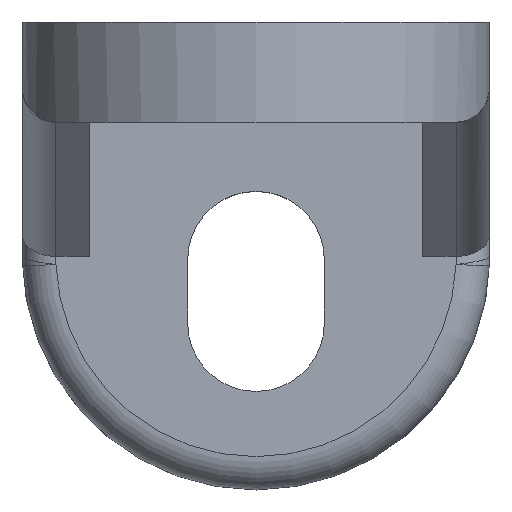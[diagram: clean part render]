
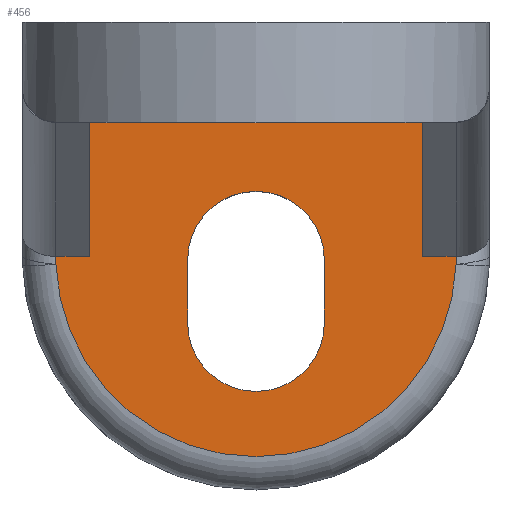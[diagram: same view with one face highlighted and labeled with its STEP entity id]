
A CAD part, top view. The second image highlights one B-rep face of the part: STEP entity #456.
In plain terms, the highlighted planar face has unit normal (0, 0, 1).
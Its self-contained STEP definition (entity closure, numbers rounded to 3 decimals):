
#11 = DIRECTION ( 'NONE',  ( 0., -1., 0. ) ) ;
#17 = VECTOR ( 'NONE', #987, 1000. ) ;
#49 = EDGE_CURVE ( 'NONE', #512, #757, #1159, .T. ) ;
#80 = CARTESIAN_POINT ( 'NONE',  ( -12., -14., 6. ) ) ;
#83 = DIRECTION ( 'NONE',  ( 0., 0., 1. ) ) ;
#91 = DIRECTION ( 'NONE',  ( 0., 1., 0. ) ) ;
#107 = CARTESIAN_POINT ( 'NONE',  ( 12., -14.49, 6. ) ) ;
#123 = CARTESIAN_POINT ( 'NONE',  ( 10., -6., 6. ) ) ;
#145 = LINE ( 'NONE', #290, #1253 ) ;
#165 = CARTESIAN_POINT ( 'NONE',  ( -10., -14., 6. ) ) ;
#177 = FACE_OUTER_BOUND ( 'NONE', #246, .T. ) ;
#182 = CARTESIAN_POINT ( 'NONE',  ( 4.1, -14.2, 6. ) ) ;
#195 = PLANE ( 'NONE',  #368 ) ;
#208 = EDGE_CURVE ( 'NONE', #803, #978, #1278, .T. ) ;
#214 = ORIENTED_EDGE ( 'NONE', *, *, #208, .F. ) ;
#216 = CARTESIAN_POINT ( 'NONE',  ( -12., -14.49, 6. ) ) ;
#218 = LINE ( 'NONE', #1315, #465 ) ;
#236 = VECTOR ( 'NONE', #295, 1000. ) ;
#246 = EDGE_LOOP ( 'NONE', ( #214, #774, #579, #1043, #651, #636, #461, #1019 ) ) ;
#247 = VERTEX_POINT ( 'NONE', #182 ) ;
#250 = LINE ( 'NONE', #531, #556 ) ;
#278 = EDGE_CURVE ( 'NONE', #443, #247, #250, .T. ) ;
#290 = CARTESIAN_POINT ( 'NONE',  ( 10., -14., 6. ) ) ;
#295 = DIRECTION ( 'NONE',  ( 0., -1., 0. ) ) ;
#298 = EDGE_CURVE ( 'NONE', #247, #352, #1209, .T. ) ;
#307 = CARTESIAN_POINT ( 'NONE',  ( 0., -14.2, 6. ) ) ;
#308 = DIRECTION ( 'NONE',  ( 0., 0., -1. ) ) ;
#336 = CARTESIAN_POINT ( 'NONE',  ( 10., -6., 6. ) ) ;
#339 = DIRECTION ( 'NONE',  ( 1., 0., 0. ) ) ;
#352 = VERTEX_POINT ( 'NONE', #971 ) ;
#368 = AXIS2_PLACEMENT_3D ( 'NONE', #939, #308, #91 ) ;
#379 = EDGE_CURVE ( 'NONE', #352, #1131, #869, .T. ) ;
#391 = EDGE_CURVE ( 'NONE', #1004, #552, #218, .T. ) ;
#405 = CARTESIAN_POINT ( 'NONE',  ( 12., -14., 6. ) ) ;
#418 = DIRECTION ( 'NONE',  ( 1., 0., 0. ) ) ;
#434 = LINE ( 'NONE', #881, #684 ) ;
#443 = VERTEX_POINT ( 'NONE', #669 ) ;
#456 = ADVANCED_FACE ( 'NONE', ( #177, #1323 ), #195, .F. ) ;
#461 = ORIENTED_EDGE ( 'NONE', *, *, #391, .F. ) ;
#463 = EDGE_CURVE ( 'NONE', #536, #803, #145, .T. ) ;
#465 = VECTOR ( 'NONE', #631, 1000. ) ;
#512 = VERTEX_POINT ( 'NONE', #1312 ) ;
#520 = CIRCLE ( 'NONE', #1305, 4.1 ) ;
#531 = CARTESIAN_POINT ( 'NONE',  ( 4.1, -18., 6. ) ) ;
#536 = VERTEX_POINT ( 'NONE', #787 ) ;
#552 = VERTEX_POINT ( 'NONE', #1196 ) ;
#556 = VECTOR ( 'NONE', #1173, 1000. ) ;
#579 = ORIENTED_EDGE ( 'NONE', *, *, #1108, .F. ) ;
#605 = CARTESIAN_POINT ( 'NONE',  ( 0., -18., 6. ) ) ;
#608 = EDGE_CURVE ( 'NONE', #1131, #443, #520, .T. ) ;
#615 = CARTESIAN_POINT ( 'NONE',  ( -10., -6., 6. ) ) ;
#631 = DIRECTION ( 'NONE',  ( 0., 1., 0. ) ) ;
#633 = AXIS2_PLACEMENT_3D ( 'NONE', #634, #83, #1381 ) ;
#634 = CARTESIAN_POINT ( 'NONE',  ( 0., -14., 6. ) ) ;
#636 = ORIENTED_EDGE ( 'NONE', *, *, #830, .F. ) ;
#651 = ORIENTED_EDGE ( 'NONE', *, *, #49, .T. ) ;
#669 = CARTESIAN_POINT ( 'NONE',  ( 4.1, -18., 6. ) ) ;
#684 = VECTOR ( 'NONE', #339, 1000. ) ;
#705 = VECTOR ( 'NONE', #11, 1000. ) ;
#742 = DIRECTION ( 'NONE',  ( 0., 0., 1. ) ) ;
#757 = VERTEX_POINT ( 'NONE', #165 ) ;
#764 = AXIS2_PLACEMENT_3D ( 'NONE', #307, #742, #852 ) ;
#774 = ORIENTED_EDGE ( 'NONE', *, *, #463, .F. ) ;
#786 = CARTESIAN_POINT ( 'NONE',  ( -4.1, -14.2, 6. ) ) ;
#787 = CARTESIAN_POINT ( 'NONE',  ( 10., -14., 6. ) ) ;
#803 = VERTEX_POINT ( 'NONE', #405 ) ;
#818 = CARTESIAN_POINT ( 'NONE',  ( 12., -14., 6. ) ) ;
#830 = EDGE_CURVE ( 'NONE', #552, #757, #1008, .T. ) ;
#840 = ORIENTED_EDGE ( 'NONE', *, *, #608, .F. ) ;
#852 = DIRECTION ( 'NONE',  ( 1., 0., 0. ) ) ;
#869 = LINE ( 'NONE', #786, #17 ) ;
#881 = CARTESIAN_POINT ( 'NONE',  ( -10., -6., 6. ) ) ;
#910 = ORIENTED_EDGE ( 'NONE', *, *, #379, .F. ) ;
#939 = CARTESIAN_POINT ( 'NONE',  ( -16.8, -14., 6. ) ) ;
#966 = VECTOR ( 'NONE', #1148, 1000. ) ;
#969 = VECTOR ( 'NONE', #970, 1000. ) ;
#970 = DIRECTION ( 'NONE',  ( 1., 0., 0. ) ) ;
#971 = CARTESIAN_POINT ( 'NONE',  ( -4.1, -14.2, 6. ) ) ;
#978 = VERTEX_POINT ( 'NONE', #107 ) ;
#987 = DIRECTION ( 'NONE',  ( 0., -1., 0. ) ) ;
#1004 = VERTEX_POINT ( 'NONE', #216 ) ;
#1008 = LINE ( 'NONE', #80, #969 ) ;
#1019 = ORIENTED_EDGE ( 'NONE', *, *, #1222, .T. ) ;
#1035 = DIRECTION ( 'NONE',  ( 0., 0., 1. ) ) ;
#1043 = ORIENTED_EDGE ( 'NONE', *, *, #1136, .F. ) ;
#1045 = DIRECTION ( 'NONE',  ( -1., 0., 0. ) ) ;
#1080 = CIRCLE ( 'NONE', #633, 12.01 ) ;
#1108 = EDGE_CURVE ( 'NONE', #1153, #536, #1282, .T. ) ;
#1131 = VERTEX_POINT ( 'NONE', #1302 ) ;
#1136 = EDGE_CURVE ( 'NONE', #512, #1153, #434, .T. ) ;
#1148 = DIRECTION ( 'NONE',  ( 0., -1., 0. ) ) ;
#1153 = VERTEX_POINT ( 'NONE', #123 ) ;
#1159 = LINE ( 'NONE', #615, #966 ) ;
#1173 = DIRECTION ( 'NONE',  ( 0., 1., 0. ) ) ;
#1194 = ORIENTED_EDGE ( 'NONE', *, *, #278, .F. ) ;
#1196 = CARTESIAN_POINT ( 'NONE',  ( -12., -14., 6. ) ) ;
#1209 = CIRCLE ( 'NONE', #764, 4.1 ) ;
#1222 = EDGE_CURVE ( 'NONE', #1004, #978, #1080, .T. ) ;
#1253 = VECTOR ( 'NONE', #418, 1000. ) ;
#1272 = EDGE_LOOP ( 'NONE', ( #840, #910, #1307, #1194 ) ) ;
#1278 = LINE ( 'NONE', #818, #236 ) ;
#1282 = LINE ( 'NONE', #336, #705 ) ;
#1302 = CARTESIAN_POINT ( 'NONE',  ( -4.1, -18., 6. ) ) ;
#1305 = AXIS2_PLACEMENT_3D ( 'NONE', #605, #1035, #1045 ) ;
#1307 = ORIENTED_EDGE ( 'NONE', *, *, #298, .F. ) ;
#1312 = CARTESIAN_POINT ( 'NONE',  ( -10., -6., 6. ) ) ;
#1315 = CARTESIAN_POINT ( 'NONE',  ( -12., -14.49, 6. ) ) ;
#1323 = FACE_BOUND ( 'NONE', #1272, .T. ) ;
#1381 = DIRECTION ( 'NONE',  ( -0.999, -0.041, 0. ) ) ;
